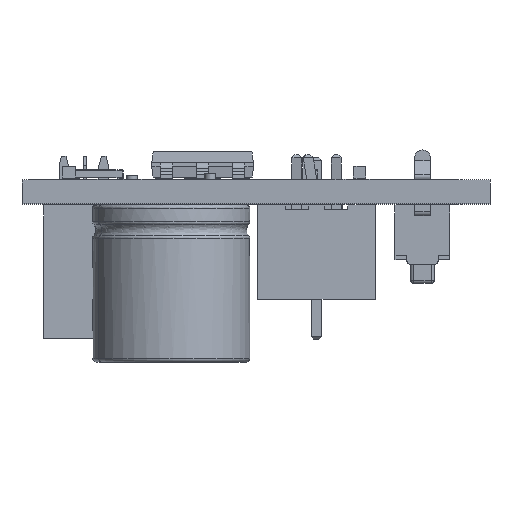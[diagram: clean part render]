
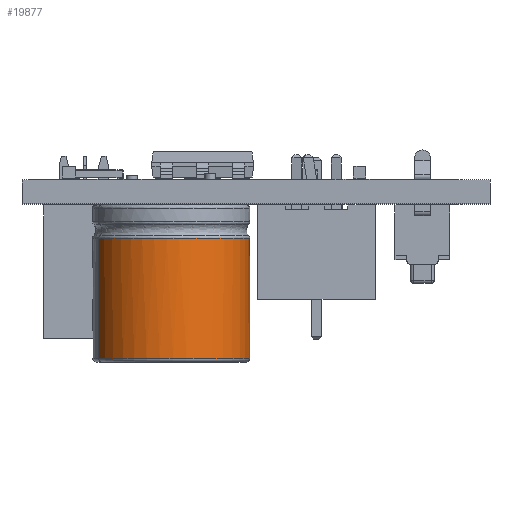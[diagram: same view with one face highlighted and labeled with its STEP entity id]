
A CAD part, front view. The second image highlights one B-rep face of the part: STEP entity #19877.
In plain terms, the highlighted cylindrical face has radius 5 mm (diameter 10 mm), a partial arc.
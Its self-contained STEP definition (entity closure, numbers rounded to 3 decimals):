
#19544 = VERTEX_POINT('',#19545);
#19545 = CARTESIAN_POINT('',(7.119,-1.913,
    2.135));
#19556 = EDGE_CURVE('',#19544,#19557,#19559,.T.);
#19557 = VERTEX_POINT('',#19558);
#19558 = CARTESIAN_POINT('',(7.119,1.913,
    2.135));
#19559 = B_SPLINE_CURVE_WITH_KNOTS('',12,(#19560,#19561,#19562,#19563,
    #19564,#19565,#19566,#19567,#19568,#19569,#19570,#19571,#19572,
    #19573,#19574,#19575,#19576,#19577,#19578,#19579,#19580,#19581,
    #19582,#19583,#19584,#19585,#19586,#19587,#19588,#19589,#19590,
    #19591,#19592,#19593,#19594),.UNSPECIFIED.,.F.,.F.,(13,11,11,13),(
    -1.171,0.,27.489,28.66)
  ,.UNSPECIFIED.);
#19560 = CARTESIAN_POINT('',(7.568,-0.831,
    2.135));
#19561 = CARTESIAN_POINT('',(7.53,-0.922,
    2.135));
#19562 = CARTESIAN_POINT('',(7.492,-1.013,
    2.135));
#19563 = CARTESIAN_POINT('',(7.455,-1.103,
    2.135));
#19564 = CARTESIAN_POINT('',(7.417,-1.194,
    2.135));
#19565 = CARTESIAN_POINT('',(7.38,-1.284,
    2.135));
#19566 = CARTESIAN_POINT('',(7.343,-1.374,
    2.135));
#19567 = CARTESIAN_POINT('',(7.305,-1.465,
    2.135));
#19568 = CARTESIAN_POINT('',(7.268,-1.555,
    2.135));
#19569 = CARTESIAN_POINT('',(7.231,-1.644,
    2.135));
#19570 = CARTESIAN_POINT('',(7.194,-1.734,
    2.135));
#19571 = CARTESIAN_POINT('',(7.156,-1.824,
    2.135));
#19572 = CARTESIAN_POINT('',(6.249,-4.015,
    2.135));
#19573 = CARTESIAN_POINT('',(4.321,-5.717,
    2.135));
#19574 = CARTESIAN_POINT('',(1.539,-6.391,
    2.135));
#19575 = CARTESIAN_POINT('',(-1.444,-5.514,
    2.135));
#19576 = CARTESIAN_POINT('',(-3.666,-3.325,
    2.135));
#19577 = CARTESIAN_POINT('',(-4.779,0.,
    2.135));
#19578 = CARTESIAN_POINT('',(-3.666,3.325,
    2.135));
#19579 = CARTESIAN_POINT('',(-1.444,5.514,
    2.135));
#19580 = CARTESIAN_POINT('',(1.539,6.391,
    2.135));
#19581 = CARTESIAN_POINT('',(4.321,5.717,
    2.135));
#19582 = CARTESIAN_POINT('',(6.249,4.015,
    2.135));
#19583 = CARTESIAN_POINT('',(7.156,1.824,
    2.135));
#19584 = CARTESIAN_POINT('',(7.194,1.734,
    2.135));
#19585 = CARTESIAN_POINT('',(7.231,1.644,
    2.135));
#19586 = CARTESIAN_POINT('',(7.268,1.555,
    2.135));
#19587 = CARTESIAN_POINT('',(7.305,1.465,
    2.135));
#19588 = CARTESIAN_POINT('',(7.343,1.374,
    2.135));
#19589 = CARTESIAN_POINT('',(7.38,1.284,
    2.135));
#19590 = CARTESIAN_POINT('',(7.417,1.194,2.135
    ));
#19591 = CARTESIAN_POINT('',(7.455,1.103,
    2.135));
#19592 = CARTESIAN_POINT('',(7.492,1.013,
    2.135));
#19593 = CARTESIAN_POINT('',(7.53,0.922,
    2.135));
#19594 = CARTESIAN_POINT('',(7.568,0.831,
    2.135));
#19877 = ADVANCED_FACE('',(#19878),#19904,.T.);
#19878 = FACE_BOUND('',#19879,.T.);
#19879 = EDGE_LOOP('',(#19880,#19891,#19897,#19898));
#19880 = ORIENTED_EDGE('',*,*,#19881,.T.);
#19881 = EDGE_CURVE('',#19882,#19884,#19886,.T.);
#19882 = VERTEX_POINT('',#19883);
#19883 = CARTESIAN_POINT('',(7.119,-1.913,9.8));
#19884 = VERTEX_POINT('',#19885);
#19885 = CARTESIAN_POINT('',(7.119,1.913,9.8));
#19886 = CIRCLE('',#19887,5.);
#19887 = AXIS2_PLACEMENT_3D('',#19888,#19889,#19890);
#19888 = CARTESIAN_POINT('',(2.5,0.,9.8));
#19889 = DIRECTION('',(0.,-0.,-1.));
#19890 = DIRECTION('',(0.924,-0.383,0.));
#19891 = ORIENTED_EDGE('',*,*,#19892,.F.);
#19892 = EDGE_CURVE('',#19557,#19884,#19893,.T.);
#19893 = LINE('',#19894,#19895);
#19894 = CARTESIAN_POINT('',(7.119,1.913,2.));
#19895 = VECTOR('',#19896,1.);
#19896 = DIRECTION('',(0.,0.,1.));
#19897 = ORIENTED_EDGE('',*,*,#19556,.F.);
#19898 = ORIENTED_EDGE('',*,*,#19899,.T.);
#19899 = EDGE_CURVE('',#19544,#19882,#19900,.T.);
#19900 = LINE('',#19901,#19902);
#19901 = CARTESIAN_POINT('',(7.119,-1.913,2.));
#19902 = VECTOR('',#19903,1.);
#19903 = DIRECTION('',(0.,0.,1.));
#19904 = CYLINDRICAL_SURFACE('',#19905,5.);
#19905 = AXIS2_PLACEMENT_3D('',#19906,#19907,#19908);
#19906 = CARTESIAN_POINT('',(2.5,0.,2.));
#19907 = DIRECTION('',(0.,0.,1.));
#19908 = DIRECTION('',(0.924,-0.383,0.));
